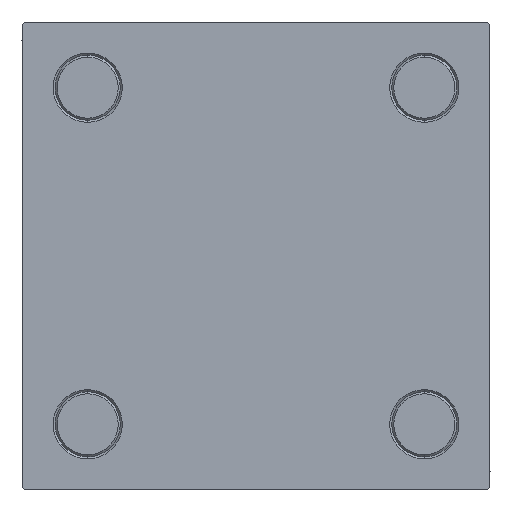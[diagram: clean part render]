
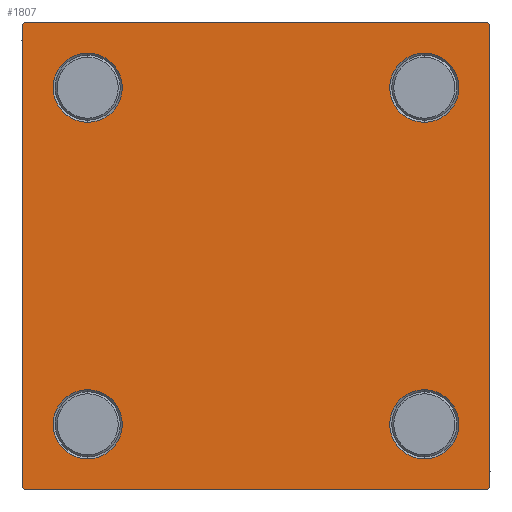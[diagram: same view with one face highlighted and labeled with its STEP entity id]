
A CAD part, left-side view. The second image highlights one B-rep face of the part: STEP entity #1807.
In plain terms, the highlighted planar face has unit normal (-1, 0, 0).
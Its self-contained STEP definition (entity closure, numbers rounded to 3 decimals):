
#347 = DIRECTION ( 'NONE',  ( 0., 0., 1. ) ) ;
#685 = FACE_OUTER_BOUND ( 'NONE', #14833, .T. ) ;
#1807 = ADVANCED_FACE ( 'NONE', ( #31498, #15734, #8574, #39872, #685 ), #39127, .T. ) ;
#1883 = AXIS2_PLACEMENT_3D ( 'NONE', #28217, #5041, #16011 ) ;
#2121 = ORIENTED_EDGE ( 'NONE', *, *, #25542, .T. ) ;
#2282 = DIRECTION ( 'NONE',  ( 0., -1., 0. ) ) ;
#3607 = CIRCLE ( 'NONE', #18260, 8.5 ) ;
#3935 = EDGE_CURVE ( 'NONE', #35320, #5934, #44795, .T. ) ;
#4128 = VERTEX_POINT ( 'NONE', #28466 ) ;
#4231 = DIRECTION ( 'NONE',  ( 0., -0.707, 0.707 ) ) ;
#4307 = VECTOR ( 'NONE', #37119, 1000. ) ;
#5041 = DIRECTION ( 'NONE',  ( 1., 0., 0. ) ) ;
#5076 = VECTOR ( 'NONE', #29333, 1000. ) ;
#5134 = EDGE_CURVE ( 'NONE', #45850, #4128, #26916, .T. ) ;
#5531 = CARTESIAN_POINT ( 'NONE',  ( 0., 41.35, 41.35 ) ) ;
#5934 = VERTEX_POINT ( 'NONE', #6959 ) ;
#6959 = CARTESIAN_POINT ( 'NONE',  ( 0., -57., 57.5 ) ) ;
#7332 = CARTESIAN_POINT ( 'NONE',  ( 0., -57., -57.5 ) ) ;
#7480 = DIRECTION ( 'NONE',  ( 1., 0., 0. ) ) ;
#7786 = DIRECTION ( 'NONE',  ( 1., 0., 0. ) ) ;
#8315 = DIRECTION ( 'NONE',  ( -1., 0., 0. ) ) ;
#8574 = FACE_BOUND ( 'NONE', #37192, .T. ) ;
#8743 = DIRECTION ( 'NONE',  ( 1., 0., 0. ) ) ;
#8923 = DIRECTION ( 'NONE',  ( 1., 0., 0. ) ) ;
#9029 = CARTESIAN_POINT ( 'NONE',  ( 0., 41.35, -49.85 ) ) ;
#9722 = VECTOR ( 'NONE', #4231, 1000. ) ;
#10255 = CIRCLE ( 'NONE', #35499, 8.5 ) ;
#10364 = CARTESIAN_POINT ( 'NONE',  ( 0., -41.35, -49.85 ) ) ;
#10859 = LINE ( 'NONE', #22836, #14146 ) ;
#11791 = EDGE_CURVE ( 'NONE', #15616, #5934, #16892, .T. ) ;
#11880 = VERTEX_POINT ( 'NONE', #18131 ) ;
#11933 = EDGE_CURVE ( 'NONE', #15616, #4128, #29838, .T. ) ;
#12069 = DIRECTION ( 'NONE',  ( 0., 0., 1. ) ) ;
#12489 = EDGE_CURVE ( 'NONE', #40467, #11880, #36799, .T. ) ;
#12624 = AXIS2_PLACEMENT_3D ( 'NONE', #22062, #14189, #14682 ) ;
#12810 = CARTESIAN_POINT ( 'NONE',  ( 0., -57.25, 57.25 ) ) ;
#13970 = ORIENTED_EDGE ( 'NONE', *, *, #18024, .T. ) ;
#14057 = ORIENTED_EDGE ( 'NONE', *, *, #46866, .T. ) ;
#14146 = VECTOR ( 'NONE', #15207, 1000. ) ;
#14189 = DIRECTION ( 'NONE',  ( 1., 0., 0. ) ) ;
#14234 = EDGE_CURVE ( 'NONE', #26226, #48472, #41443, .T. ) ;
#14682 = DIRECTION ( 'NONE',  ( 0., 0., 1. ) ) ;
#14833 = EDGE_LOOP ( 'NONE', ( #41520, #49171, #45834, #44526, #40276, #16368, #18301, #41010 ) ) ;
#15207 = DIRECTION ( 'NONE',  ( 0., -1., 0. ) ) ;
#15555 = VERTEX_POINT ( 'NONE', #31407 ) ;
#15616 = VERTEX_POINT ( 'NONE', #39533 ) ;
#15697 = DIRECTION ( 'NONE',  ( 0., 0., 1. ) ) ;
#15734 = FACE_BOUND ( 'NONE', #49140, .T. ) ;
#15882 = ORIENTED_EDGE ( 'NONE', *, *, #38623, .T. ) ;
#16011 = DIRECTION ( 'NONE',  ( 0., 0., 1. ) ) ;
#16267 = ORIENTED_EDGE ( 'NONE', *, *, #44168, .T. ) ;
#16368 = ORIENTED_EDGE ( 'NONE', *, *, #11791, .T. ) ;
#16502 = AXIS2_PLACEMENT_3D ( 'NONE', #19721, #8743, #12069 ) ;
#16892 = LINE ( 'NONE', #12810, #22968 ) ;
#17009 = CARTESIAN_POINT ( 'NONE',  ( 0., -41.35, 49.85 ) ) ;
#18024 = EDGE_CURVE ( 'NONE', #26758, #15555, #19777, .T. ) ;
#18131 = CARTESIAN_POINT ( 'NONE',  ( 0., -41.35, 32.85 ) ) ;
#18260 = AXIS2_PLACEMENT_3D ( 'NONE', #18960, #7480, #19461 ) ;
#18301 = ORIENTED_EDGE ( 'NONE', *, *, #3935, .F. ) ;
#18960 = CARTESIAN_POINT ( 'NONE',  ( 0., 41.35, 41.35 ) ) ;
#19113 = EDGE_CURVE ( 'NONE', #48472, #45850, #10859, .T. ) ;
#19461 = DIRECTION ( 'NONE',  ( 0., 0., 1. ) ) ;
#19714 = CARTESIAN_POINT ( 'NONE',  ( 0., 41.35, -41.35 ) ) ;
#19721 = CARTESIAN_POINT ( 'NONE',  ( 0., -41.35, 41.35 ) ) ;
#19777 = CIRCLE ( 'NONE', #1883, 8.5 ) ;
#19943 = CIRCLE ( 'NONE', #35368, 8.5 ) ;
#21071 = LINE ( 'NONE', #32518, #37808 ) ;
#21601 = CARTESIAN_POINT ( 'NONE',  ( 0., 57.25, -57.25 ) ) ;
#22062 = CARTESIAN_POINT ( 'NONE',  ( 0., 41.35, -41.35 ) ) ;
#22836 = CARTESIAN_POINT ( 'NONE',  ( 0., 57.5, -57.5 ) ) ;
#22968 = VECTOR ( 'NONE', #44612, 1000. ) ;
#23344 = LINE ( 'NONE', #46018, #36674 ) ;
#23437 = AXIS2_PLACEMENT_3D ( 'NONE', #27431, #8315, #23857 ) ;
#23501 = CARTESIAN_POINT ( 'NONE',  ( 0., 57., 57.5 ) ) ;
#23839 = CARTESIAN_POINT ( 'NONE',  ( 0., -57.25, -57.25 ) ) ;
#23857 = DIRECTION ( 'NONE',  ( 0., 0., 1. ) ) ;
#24171 = CARTESIAN_POINT ( 'NONE',  ( 0., 41.35, 32.85 ) ) ;
#25542 = EDGE_CURVE ( 'NONE', #11880, #40467, #10255, .T. ) ;
#25620 = AXIS2_PLACEMENT_3D ( 'NONE', #19714, #35224, #347 ) ;
#26226 = VERTEX_POINT ( 'NONE', #49970 ) ;
#26758 = VERTEX_POINT ( 'NONE', #10364 ) ;
#26916 = LINE ( 'NONE', #23839, #9722 ) ;
#27431 = CARTESIAN_POINT ( 'NONE',  ( 0., 0., 0. ) ) ;
#28217 = CARTESIAN_POINT ( 'NONE',  ( 0., -41.35, -41.35 ) ) ;
#28466 = CARTESIAN_POINT ( 'NONE',  ( 0., -57.5, -57. ) ) ;
#28709 = DIRECTION ( 'NONE',  ( 0., 0., 1. ) ) ;
#29333 = DIRECTION ( 'NONE',  ( 0., 0., -1. ) ) ;
#29551 = VERTEX_POINT ( 'NONE', #34727 ) ;
#29838 = LINE ( 'NONE', #34412, #5076 ) ;
#30539 = ORIENTED_EDGE ( 'NONE', *, *, #41046, .T. ) ;
#30832 = ORIENTED_EDGE ( 'NONE', *, *, #12489, .T. ) ;
#31070 = EDGE_CURVE ( 'NONE', #29551, #26226, #23344, .T. ) ;
#31407 = CARTESIAN_POINT ( 'NONE',  ( 0., -41.35, -32.85 ) ) ;
#31498 = FACE_BOUND ( 'NONE', #47692, .T. ) ;
#32518 = CARTESIAN_POINT ( 'NONE',  ( 0., 57.25, 57.25 ) ) ;
#32925 = CIRCLE ( 'NONE', #12624, 8.5 ) ;
#34169 = CARTESIAN_POINT ( 'NONE',  ( 0., 41.35, -32.85 ) ) ;
#34412 = CARTESIAN_POINT ( 'NONE',  ( 0., -57.5, 57.5 ) ) ;
#34727 = CARTESIAN_POINT ( 'NONE',  ( 0., 57.5, 57. ) ) ;
#35130 = VERTEX_POINT ( 'NONE', #9029 ) ;
#35224 = DIRECTION ( 'NONE',  ( 1., 0., 0. ) ) ;
#35320 = VERTEX_POINT ( 'NONE', #23501 ) ;
#35368 = AXIS2_PLACEMENT_3D ( 'NONE', #5531, #44732, #28709 ) ;
#35499 = AXIS2_PLACEMENT_3D ( 'NONE', #43804, #8923, #40982 ) ;
#35593 = VERTEX_POINT ( 'NONE', #38962 ) ;
#36492 = CARTESIAN_POINT ( 'NONE',  ( 0., 57., -57.5 ) ) ;
#36674 = VECTOR ( 'NONE', #38870, 1000. ) ;
#36799 = CIRCLE ( 'NONE', #16502, 8.5 ) ;
#37119 = DIRECTION ( 'NONE',  ( 0., -0.707, -0.707 ) ) ;
#37192 = EDGE_LOOP ( 'NONE', ( #16267, #30539 ) ) ;
#37808 = VECTOR ( 'NONE', #40656, 1000. ) ;
#38623 = EDGE_CURVE ( 'NONE', #35593, #42448, #3607, .T. ) ;
#38870 = DIRECTION ( 'NONE',  ( 0., 0., -1. ) ) ;
#38951 = VECTOR ( 'NONE', #2282, 1000. ) ;
#38962 = CARTESIAN_POINT ( 'NONE',  ( 0., 41.35, 49.85 ) ) ;
#39127 = PLANE ( 'NONE',  #23437 ) ;
#39533 = CARTESIAN_POINT ( 'NONE',  ( 0., -57.5, 57. ) ) ;
#39872 = FACE_BOUND ( 'NONE', #46644, .T. ) ;
#40276 = ORIENTED_EDGE ( 'NONE', *, *, #11933, .F. ) ;
#40443 = EDGE_CURVE ( 'NONE', #35320, #29551, #21071, .T. ) ;
#40463 = EDGE_CURVE ( 'NONE', #42448, #35593, #19943, .T. ) ;
#40467 = VERTEX_POINT ( 'NONE', #17009 ) ;
#40656 = DIRECTION ( 'NONE',  ( 0., 0.707, -0.707 ) ) ;
#40982 = DIRECTION ( 'NONE',  ( 0., 0., 1. ) ) ;
#41010 = ORIENTED_EDGE ( 'NONE', *, *, #40443, .T. ) ;
#41046 = EDGE_CURVE ( 'NONE', #35130, #50393, #45837, .T. ) ;
#41142 = CIRCLE ( 'NONE', #48466, 8.5 ) ;
#41443 = LINE ( 'NONE', #21601, #4307 ) ;
#41520 = ORIENTED_EDGE ( 'NONE', *, *, #31070, .T. ) ;
#42448 = VERTEX_POINT ( 'NONE', #24171 ) ;
#42673 = CARTESIAN_POINT ( 'NONE',  ( 0., -41.35, -41.35 ) ) ;
#43804 = CARTESIAN_POINT ( 'NONE',  ( 0., -41.35, 41.35 ) ) ;
#44168 = EDGE_CURVE ( 'NONE', #50393, #35130, #32925, .T. ) ;
#44526 = ORIENTED_EDGE ( 'NONE', *, *, #5134, .T. ) ;
#44612 = DIRECTION ( 'NONE',  ( 0., 0.707, 0.707 ) ) ;
#44732 = DIRECTION ( 'NONE',  ( 1., 0., 0. ) ) ;
#44795 = LINE ( 'NONE', #48380, #38951 ) ;
#45834 = ORIENTED_EDGE ( 'NONE', *, *, #19113, .T. ) ;
#45837 = CIRCLE ( 'NONE', #25620, 8.5 ) ;
#45850 = VERTEX_POINT ( 'NONE', #7332 ) ;
#46018 = CARTESIAN_POINT ( 'NONE',  ( 0., 57.5, 57.5 ) ) ;
#46644 = EDGE_LOOP ( 'NONE', ( #15882, #49222 ) ) ;
#46866 = EDGE_CURVE ( 'NONE', #15555, #26758, #41142, .T. ) ;
#47692 = EDGE_LOOP ( 'NONE', ( #30832, #2121 ) ) ;
#48380 = CARTESIAN_POINT ( 'NONE',  ( 0., 57.5, 57.5 ) ) ;
#48466 = AXIS2_PLACEMENT_3D ( 'NONE', #42673, #7786, #15697 ) ;
#48472 = VERTEX_POINT ( 'NONE', #36492 ) ;
#49140 = EDGE_LOOP ( 'NONE', ( #14057, #13970 ) ) ;
#49171 = ORIENTED_EDGE ( 'NONE', *, *, #14234, .T. ) ;
#49222 = ORIENTED_EDGE ( 'NONE', *, *, #40463, .T. ) ;
#49970 = CARTESIAN_POINT ( 'NONE',  ( 0., 57.5, -57. ) ) ;
#50393 = VERTEX_POINT ( 'NONE', #34169 ) ;
